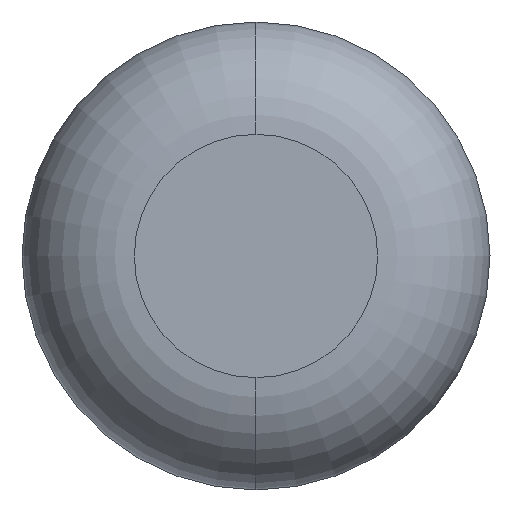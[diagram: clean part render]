
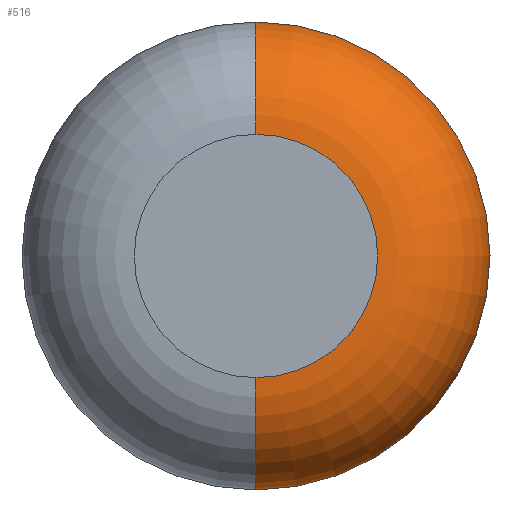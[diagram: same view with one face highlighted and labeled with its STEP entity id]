
A CAD part, front view. The second image highlights one B-rep face of the part: STEP entity #516.
In plain terms, the highlighted toroidal (fillet/blend) face has major radius 0.826 mm and minor radius 0.762 mm.
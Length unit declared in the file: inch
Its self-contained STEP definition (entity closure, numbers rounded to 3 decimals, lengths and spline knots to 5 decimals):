
#1 = DIRECTION ( 'NONE',  ( 0., 0., -1. ) ) ;
#20 = AXIS2_PLACEMENT_3D ( 'NONE', #216, #84, #1 ) ;
#21 = EDGE_CURVE ( 'NONE', #312, #55, #36, .T. ) ;
#36 = CIRCLE ( 'NONE', #346, 0.0625 ) ;
#55 = VERTEX_POINT ( 'NONE', #109 ) ;
#82 = EDGE_CURVE ( 'NONE', #55, #107, #235, .T. ) ;
#83 = DIRECTION ( 'NONE',  ( -1., 0., 0. ) ) ;
#84 = DIRECTION ( 'NONE',  ( 0., -1., 0. ) ) ;
#103 = DIRECTION ( 'NONE',  ( 0., -1., 0. ) ) ;
#107 = VERTEX_POINT ( 'NONE', #495 ) ;
#109 = CARTESIAN_POINT ( 'NONE',  ( 0., 0.03, 0.0625 ) ) ;
#115 = DIRECTION ( 'NONE',  ( 0., 0., 1. ) ) ;
#116 = ORIENTED_EDGE ( 'NONE', *, *, #480, .F. ) ;
#123 = ORIENTED_EDGE ( 'NONE', *, *, #239, .F. ) ;
#153 = DIRECTION ( 'NONE',  ( 1., 0., 0. ) ) ;
#187 = DIRECTION ( 'NONE',  ( 0., 0., -1. ) ) ;
#202 = CIRCLE ( 'NONE', #396, 0.03 ) ;
#216 = CARTESIAN_POINT ( 'NONE',  ( 0., 0.03, 0. ) ) ;
#235 = CIRCLE ( 'NONE', #538, 0.03 ) ;
#239 = EDGE_CURVE ( 'NONE', #312, #503, #202, .T. ) ;
#255 = DIRECTION ( 'NONE',  ( 0., 0., -1. ) ) ;
#261 = CIRCLE ( 'NONE', #415, 0.0325 ) ;
#312 = VERTEX_POINT ( 'NONE', #529 ) ;
#316 = CARTESIAN_POINT ( 'NONE',  ( 0., 0., -0.0325 ) ) ;
#328 = CARTESIAN_POINT ( 'NONE',  ( 0., 0.03, 0. ) ) ;
#339 = TOROIDAL_SURFACE ( 'NONE', #20, 0.0325, 0.03 ) ;
#346 = AXIS2_PLACEMENT_3D ( 'NONE', #328, #444, #187 ) ;
#369 = CARTESIAN_POINT ( 'NONE',  ( 0., 0., 0. ) ) ;
#396 = AXIS2_PLACEMENT_3D ( 'NONE', #426, #83, #115 ) ;
#415 = AXIS2_PLACEMENT_3D ( 'NONE', #369, #103, #528 ) ;
#426 = CARTESIAN_POINT ( 'NONE',  ( 0., 0.03, -0.0325 ) ) ;
#444 = DIRECTION ( 'NONE',  ( 0., -1., 0. ) ) ;
#480 = EDGE_CURVE ( 'NONE', #503, #107, #261, .T. ) ;
#486 = FACE_OUTER_BOUND ( 'NONE', #518, .T. ) ;
#492 = CARTESIAN_POINT ( 'NONE',  ( 0., 0.03, 0.0325 ) ) ;
#495 = CARTESIAN_POINT ( 'NONE',  ( 0., 0., 0.0325 ) ) ;
#503 = VERTEX_POINT ( 'NONE', #316 ) ;
#516 = ADVANCED_FACE ( 'NONE', ( #486 ), #339, .T. ) ;
#518 = EDGE_LOOP ( 'NONE', ( #525, #530, #116, #123 ) ) ;
#525 = ORIENTED_EDGE ( 'NONE', *, *, #21, .T. ) ;
#528 = DIRECTION ( 'NONE',  ( 0., 0., -1. ) ) ;
#529 = CARTESIAN_POINT ( 'NONE',  ( 0., 0.03, -0.0625 ) ) ;
#530 = ORIENTED_EDGE ( 'NONE', *, *, #82, .T. ) ;
#538 = AXIS2_PLACEMENT_3D ( 'NONE', #492, #153, #255 ) ;
